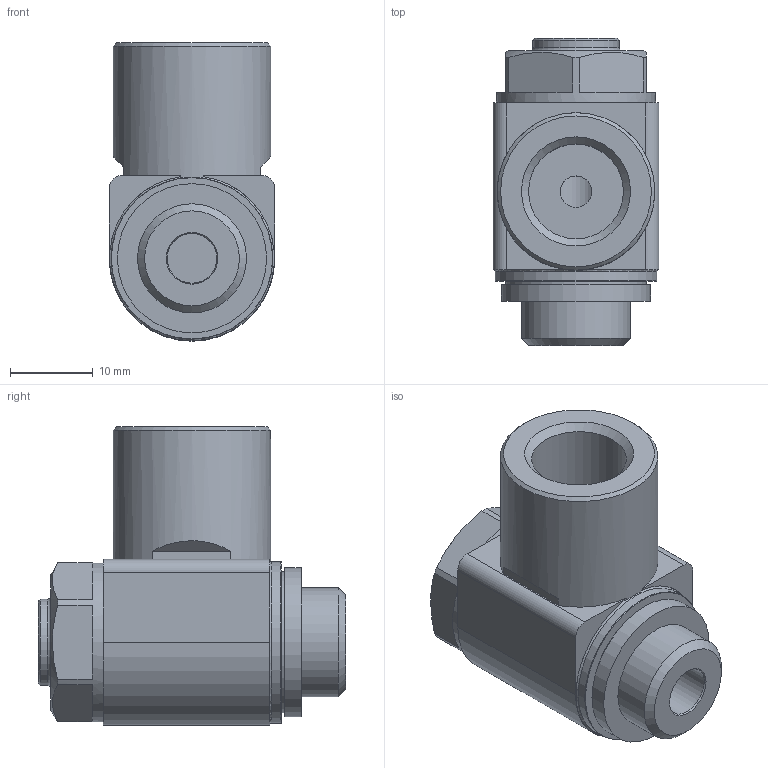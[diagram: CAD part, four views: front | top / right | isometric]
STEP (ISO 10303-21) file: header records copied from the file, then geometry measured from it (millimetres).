
FILE_DESCRIPTION(/* description */ ('STEP AP214'),/* implementation_level */ '2;1');
FILE_NAME(/* name */ '151195_GRLZ-1_4-B',/* time_stamp */ '2024-08-28T21:53:38+02:00',/* author */ ('License CC BY-ND 4.0'),/* organization */ ('CADENAS'),/* preprocessor_version */ 'ST-DEVELOPER v19.3',/* originating_system */ 'PARTsolutions',/* authorisation */ ' ');
FILE_SCHEMA (('AP203_CONFIGURATION_CONTROLLED_3D_DESIGN_OF_MECHANICAL_PARTS_AND_ASSEMBLIES_MIM_LF { 1 0 10303 203 3 1 4 }','AUTOMOTIVE_DESIGN {1 0 10303 214 3 1 1}'));
Length unit declared in the file: millimetre
Products named in the file (1): 151195 GRLZ-1/4-B
Bounding box: 20 x 37.05 x 36 mm (x, y, z)
Volume: 12807.5 mm3; surface area: 4988.6 mm2
Topology: 1 solids, 1 shells, 64 faces, 150 edges, 95 vertices
Faces by surface type: plane 35, cylinder 16, cone 8, torus 5
Full cylindrical faces by diameter (mm): 3.8 x1, 6 x1, 9.2 x1, 10.4 x1, 11.445 x1, 13.157 x1, 17 x1, 18 x1, 19 x1, 19.2 x1, 19.5 x1
Entity records: 1743 total; most frequent: CARTESIAN_POINT 346, DIRECTION 299, ORIENTED_EDGE 242, AXIS2_PLACEMENT_3D 125, EDGE_CURVE 121, EDGE_LOOP 95, FACE_BOUND 95, VERTEX_POINT 88
